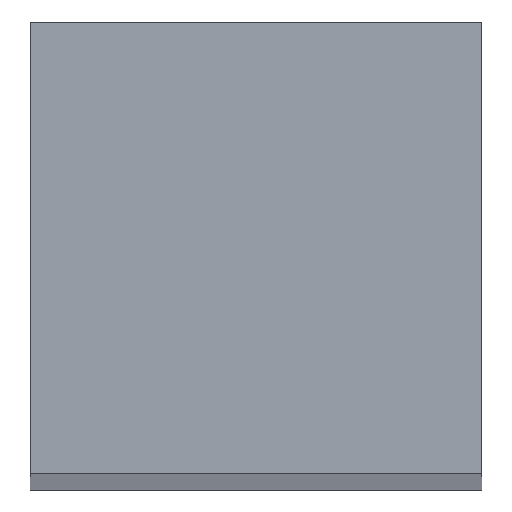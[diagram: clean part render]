
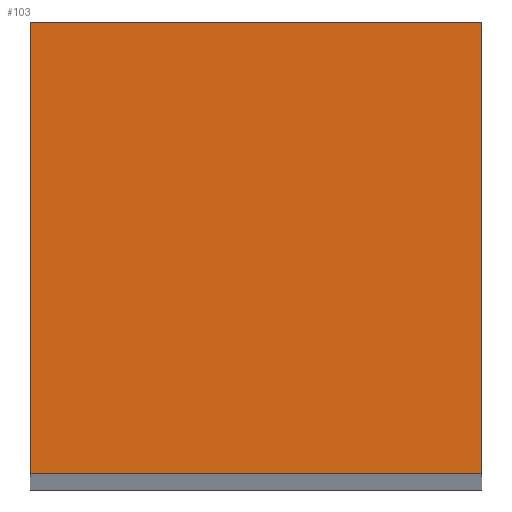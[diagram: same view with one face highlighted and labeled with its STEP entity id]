
A CAD part, top view. The second image highlights one B-rep face of the part: STEP entity #103.
In plain terms, the highlighted planar face has unit normal (0, 0, 1).
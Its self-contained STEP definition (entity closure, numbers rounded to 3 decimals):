
#17=FACE_OUTER_BOUND('',#23,.T.);
#23=EDGE_LOOP('',(#79,#80,#81,#82));
#33=LINE('',#177,#45);
#34=LINE('',#180,#46);
#35=LINE('',#182,#47);
#36=LINE('',#183,#48);
#45=VECTOR('',#148,10.);
#46=VECTOR('',#151,10.);
#47=VECTOR('',#152,10.);
#48=VECTOR('',#153,10.);
#55=VERTEX_POINT('',#173);
#56=VERTEX_POINT('',#175);
#57=VERTEX_POINT('',#179);
#58=VERTEX_POINT('',#181);
#65=EDGE_CURVE('',#55,#56,#33,.T.);
#66=EDGE_CURVE('',#57,#55,#34,.T.);
#67=EDGE_CURVE('',#58,#56,#35,.T.);
#68=EDGE_CURVE('',#57,#58,#36,.T.);
#79=ORIENTED_EDGE('',*,*,#66,.T.);
#80=ORIENTED_EDGE('',*,*,#65,.T.);
#81=ORIENTED_EDGE('',*,*,#67,.F.);
#82=ORIENTED_EDGE('',*,*,#68,.F.);
#97=PLANE('',#132);
#103=ADVANCED_FACE('',(#17),#97,.T.);
#132=AXIS2_PLACEMENT_3D('',#178,#149,#150);
#148=DIRECTION('',(0.,1.,0.));
#149=DIRECTION('center_axis',(0.,0.,1.));
#150=DIRECTION('ref_axis',(1.,0.,0.));
#151=DIRECTION('',(1.,0.,0.));
#152=DIRECTION('',(1.,0.,0.));
#153=DIRECTION('',(0.,1.,0.));
#173=CARTESIAN_POINT('',(5.,0.,105.));
#175=CARTESIAN_POINT('',(5.,10.,105.));
#177=CARTESIAN_POINT('',(5.,0.,105.));
#178=CARTESIAN_POINT('Origin',(-5.,0.,105.));
#179=CARTESIAN_POINT('',(-5.,0.,105.));
#180=CARTESIAN_POINT('',(-5.,0.,105.));
#181=CARTESIAN_POINT('',(-5.,10.,105.));
#182=CARTESIAN_POINT('',(-5.,10.,105.));
#183=CARTESIAN_POINT('',(-5.,0.,105.));
